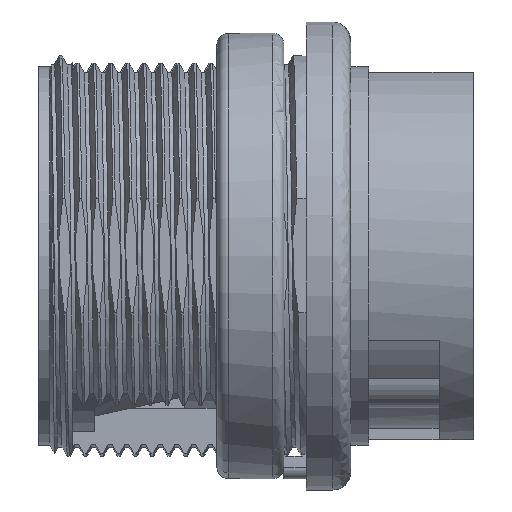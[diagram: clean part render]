
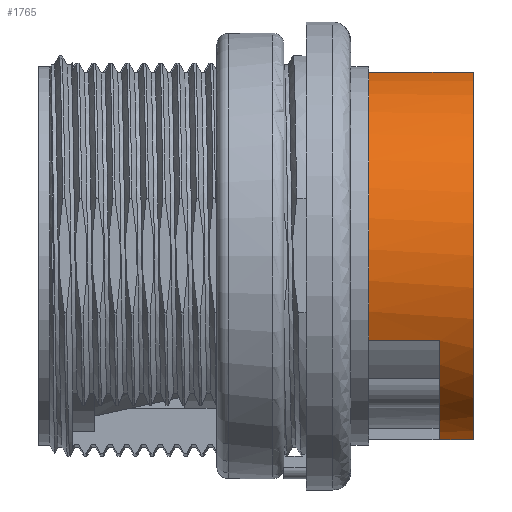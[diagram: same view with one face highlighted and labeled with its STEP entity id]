
A CAD part, top view. The second image highlights one B-rep face of the part: STEP entity #1765.
In plain terms, the highlighted cylindrical face has radius 8.4 mm (diameter 16.8 mm), a partial arc.
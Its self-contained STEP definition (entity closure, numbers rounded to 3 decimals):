
#586=CYLINDRICAL_SURFACE('',#8585,8.4);
#824=FACE_OUTER_BOUND('',#3349,.T.);
#1765=ADVANCED_FACE('3-0-225',(#824),#586,.T.);
#2440=LINE('',#19016,#2916);
#2446=LINE('',#19037,#2922);
#2448=LINE('',#19046,#2924);
#2916=VECTOR('',#9554,1.);
#2922=VECTOR('',#9574,1.);
#2924=VECTOR('',#9586,1.);
#3349=EDGE_LOOP('',(#4679,#4680,#4681,#4682,#4683,#4684));
#4679=ORIENTED_EDGE('',*,*,#7725,.T.);
#4680=ORIENTED_EDGE('',*,*,#7712,.T.);
#4681=ORIENTED_EDGE('',*,*,#7726,.T.);
#4682=ORIENTED_EDGE('',*,*,#7727,.T.);
#4683=ORIENTED_EDGE('',*,*,#7728,.F.);
#4684=ORIENTED_EDGE('',*,*,#7722,.T.);
#6682=VERTEX_POINT('',#19015);
#6683=VERTEX_POINT('',#19017);
#6690=VERTEX_POINT('',#19036);
#6691=VERTEX_POINT('',#19038);
#6692=VERTEX_POINT('',#19045);
#6693=VERTEX_POINT('',#19047);
#7712=EDGE_CURVE('',#6683,#6682,#2440,.T.);
#7722=EDGE_CURVE('',#6691,#6690,#2446,.T.);
#7725=EDGE_CURVE('',#6690,#6683,#8268,.T.);
#7726=EDGE_CURVE('',#6682,#6692,#8269,.T.);
#7727=EDGE_CURVE('',#6692,#6693,#2448,.T.);
#7728=EDGE_CURVE('',#6691,#6693,#8270,.T.);
#8268=CIRCLE('',#8581,8.4);
#8269=CIRCLE('',#8583,8.4);
#8270=CIRCLE('',#8584,8.4);
#8581=AXIS2_PLACEMENT_3D('',#19042,#9580,#9581);
#8583=AXIS2_PLACEMENT_3D('',#19044,#9584,#9585);
#8584=AXIS2_PLACEMENT_3D('',#19048,#9587,#9588);
#8585=AXIS2_PLACEMENT_3D('',#19049,#9589,#9590);
#9554=DIRECTION('',(1.,0.,0.));
#9574=DIRECTION('',(1.,0.,0.));
#9580=DIRECTION('',(1.,0.,0.));
#9581=DIRECTION('',(0.,-0.454,0.891));
#9584=DIRECTION('',(-1.,0.,0.));
#9585=DIRECTION('',(0.,-0.982,0.19));
#9586=DIRECTION('',(-1.,0.,0.));
#9587=DIRECTION('',(-1.,0.,0.));
#9588=DIRECTION('',(0.,-0.454,0.891));
#9589=DIRECTION('',(-1.,0.,0.));
#9590=DIRECTION('',(0.,-1.,0.));
#19015=CARTESIAN_POINT('',(-47.827,-36.062,1.125));
#19016=CARTESIAN_POINT('',(-49.327,-36.062,1.125));
#19017=CARTESIAN_POINT('',(-49.327,-36.062,1.125));
#19036=CARTESIAN_POINT('',(-49.327,-31.629,7.009));
#19037=CARTESIAN_POINT('',(-52.527,-31.629,7.009));
#19038=CARTESIAN_POINT('',(-52.527,-31.629,7.009));
#19042=CARTESIAN_POINT('',(-49.327,-27.815,-0.475));
#19044=CARTESIAN_POINT('',(-47.827,-27.815,-0.475));
#19045=CARTESIAN_POINT('',(-47.827,-19.569,1.125));
#19046=CARTESIAN_POINT('',(-47.827,-19.569,1.125));
#19047=CARTESIAN_POINT('',(-52.527,-19.569,1.125));
#19048=CARTESIAN_POINT('',(-52.527,-27.815,-0.475));
#19049=CARTESIAN_POINT('',(-47.827,-27.815,-0.475));
